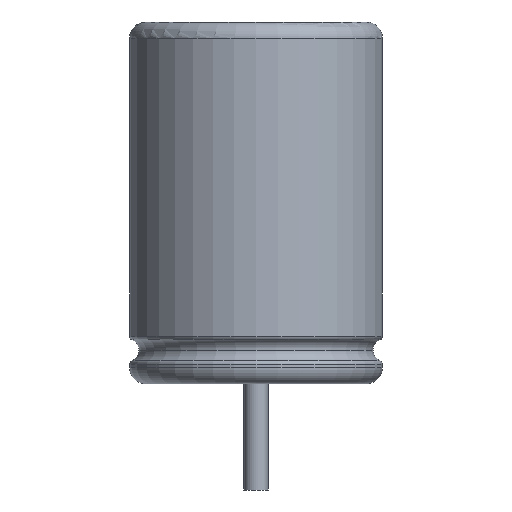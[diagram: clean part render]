
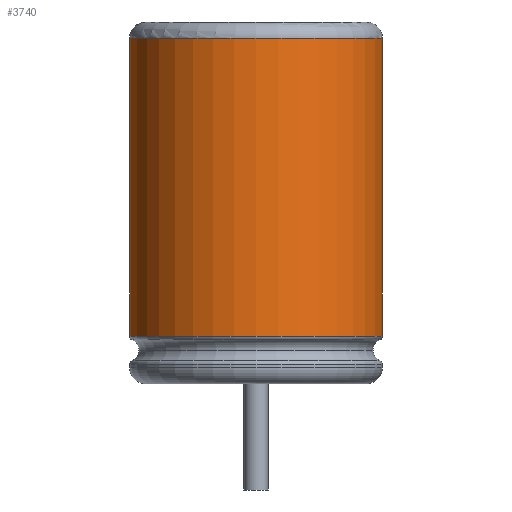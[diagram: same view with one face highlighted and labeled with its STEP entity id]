
A CAD part, left-side view. The second image highlights one B-rep face of the part: STEP entity #3740.
In plain terms, the highlighted cylindrical face has radius 3.15 mm (diameter 6.3 mm), a partial arc.
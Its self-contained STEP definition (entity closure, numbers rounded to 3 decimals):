
#51 = EDGE_CURVE ( 'NONE', #2480, #396, #123, .T. ) ;
#118 = DIRECTION ( 'NONE',  ( 0., 1., 0. ) ) ;
#123 = CIRCLE ( 'NONE', #1475, 3.15 ) ;
#379 = DIRECTION ( 'NONE',  ( 0., 0., -1. ) ) ;
#385 = AXIS2_PLACEMENT_3D ( 'NONE', #3493, #2434, #1080 ) ;
#396 = VERTEX_POINT ( 'NONE', #877 ) ;
#428 = DIRECTION ( 'NONE',  ( 0., 1., 0. ) ) ;
#691 = LINE ( 'NONE', #2098, #4402 ) ;
#724 = VECTOR ( 'NONE', #4286, 1000. ) ;
#877 = CARTESIAN_POINT ( 'NONE',  ( 0., 3.15, 8.6 ) ) ;
#1080 = DIRECTION ( 'NONE',  ( 0., 1., 0. ) ) ;
#1181 = AXIS2_PLACEMENT_3D ( 'NONE', #2107, #2457, #428 ) ;
#1470 = CYLINDRICAL_SURFACE ( 'NONE', #1181, 3.15 ) ;
#1475 = AXIS2_PLACEMENT_3D ( 'NONE', #1842, #1533, #118 ) ;
#1533 = DIRECTION ( 'NONE',  ( 0., 0., -1. ) ) ;
#1842 = CARTESIAN_POINT ( 'NONE',  ( 0., 0., 8.6 ) ) ;
#1998 = LINE ( 'NONE', #3919, #724 ) ;
#2098 = CARTESIAN_POINT ( 'NONE',  ( 0., -3.15, -18.163 ) ) ;
#2107 = CARTESIAN_POINT ( 'NONE',  ( 0., 0., -18.163 ) ) ;
#2190 = CARTESIAN_POINT ( 'NONE',  ( 0., -3.15, 1.185 ) ) ;
#2225 = CARTESIAN_POINT ( 'NONE',  ( 0., -3.15, 8.6 ) ) ;
#2233 = EDGE_CURVE ( 'NONE', #2480, #3700, #691, .T. ) ;
#2323 = EDGE_CURVE ( 'NONE', #3700, #3687, #4309, .T. ) ;
#2434 = DIRECTION ( 'NONE',  ( 0., 0., -1. ) ) ;
#2457 = DIRECTION ( 'NONE',  ( 0., 0., -1. ) ) ;
#2480 = VERTEX_POINT ( 'NONE', #2225 ) ;
#2682 = FACE_OUTER_BOUND ( 'NONE', #3535, .T. ) ;
#3167 = ORIENTED_EDGE ( 'NONE', *, *, #51, .T. ) ;
#3493 = CARTESIAN_POINT ( 'NONE',  ( 0., 0., 1.185 ) ) ;
#3535 = EDGE_LOOP ( 'NONE', ( #3647, #3167, #4108, #3651 ) ) ;
#3647 = ORIENTED_EDGE ( 'NONE', *, *, #2233, .F. ) ;
#3651 = ORIENTED_EDGE ( 'NONE', *, *, #2323, .F. ) ;
#3687 = VERTEX_POINT ( 'NONE', #3885 ) ;
#3700 = VERTEX_POINT ( 'NONE', #2190 ) ;
#3740 = ADVANCED_FACE ( 'NONE', ( #2682 ), #1470, .T. ) ;
#3885 = CARTESIAN_POINT ( 'NONE',  ( 0., 3.15, 1.185 ) ) ;
#3919 = CARTESIAN_POINT ( 'NONE',  ( 0., 3.15, -18.163 ) ) ;
#4108 = ORIENTED_EDGE ( 'NONE', *, *, #4356, .T. ) ;
#4286 = DIRECTION ( 'NONE',  ( 0., 0., -1. ) ) ;
#4309 = CIRCLE ( 'NONE', #385, 3.15 ) ;
#4356 = EDGE_CURVE ( 'NONE', #396, #3687, #1998, .T. ) ;
#4402 = VECTOR ( 'NONE', #379, 1000. ) ;
